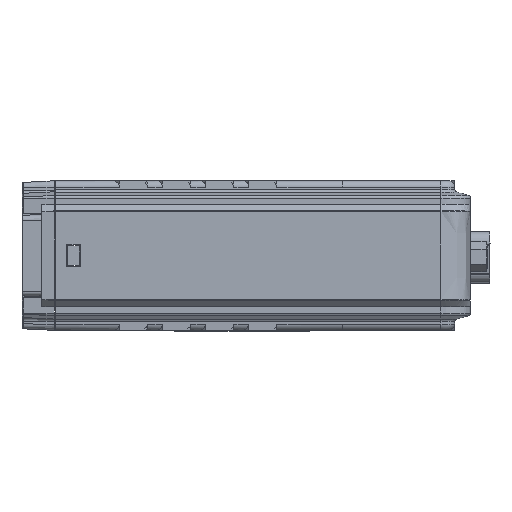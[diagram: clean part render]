
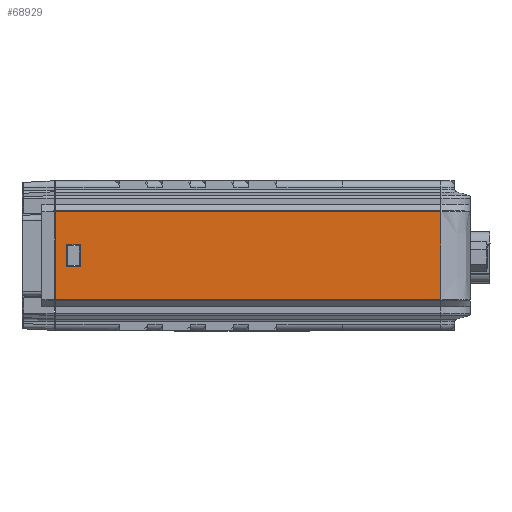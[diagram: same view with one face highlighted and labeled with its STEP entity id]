
A CAD part, left-side view. The second image highlights one B-rep face of the part: STEP entity #68929.
In plain terms, the highlighted planar face has unit normal (-1, 0, 0).
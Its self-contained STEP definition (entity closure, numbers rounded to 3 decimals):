
#570 = DIRECTION ( 'NONE',  ( 0., -1., 0. ) ) ;
#1398 = EDGE_CURVE ( 'NONE', #60098, #21905, #47589, .T. ) ;
#1805 = EDGE_CURVE ( 'NONE', #54148, #60098, #41543, .T. ) ;
#1826 = ORIENTED_EDGE ( 'NONE', *, *, #11995, .T. ) ;
#1830 = VECTOR ( 'NONE', #27902, 1000. ) ;
#2085 = DIRECTION ( 'NONE',  ( 1., 0., 0. ) ) ;
#3653 = EDGE_CURVE ( 'NONE', #22450, #24719, #33626, .T. ) ;
#5835 = B_SPLINE_CURVE_WITH_KNOTS ( 'NONE', 3,
 ( #39857, #13261, #56036, #8005 ),
 .UNSPECIFIED., .F., .F.,
 ( 4, 4 ),
 ( 0.139, 0.209 ),
 .UNSPECIFIED. ) ;
#6843 = DIRECTION ( 'NONE',  ( 0., 0., 1. ) ) ;
#7235 = ORIENTED_EDGE ( 'NONE', *, *, #38492, .F. ) ;
#7691 = FACE_BOUND ( 'NONE', #26071, .T. ) ;
#8005 = CARTESIAN_POINT ( 'NONE',  ( -54.5, -69.5, -7.919 ) ) ;
#8797 = CARTESIAN_POINT ( 'NONE',  ( -54.5, -4.46, -2. ) ) ;
#11995 = EDGE_CURVE ( 'NONE', #41455, #26877, #5835, .T. ) ;
#13001 = VECTOR ( 'NONE', #58174, 1000. ) ;
#13261 = CARTESIAN_POINT ( 'NONE',  ( -54.5, -23.167, -7.919 ) ) ;
#14589 = CARTESIAN_POINT ( 'NONE',  ( -54.5, -4.46, -2. ) ) ;
#14815 = EDGE_CURVE ( 'NONE', #62334, #54148, #45862, .T. ) ;
#19240 = EDGE_CURVE ( 'NONE', #21905, #62334, #38045, .T. ) ;
#19535 = FACE_OUTER_BOUND ( 'NONE', #54717, .T. ) ;
#21905 = VERTEX_POINT ( 'NONE', #49140 ) ;
#22450 = VERTEX_POINT ( 'NONE', #30020 ) ;
#24719 = VERTEX_POINT ( 'NONE', #65610 ) ;
#24958 = EDGE_CURVE ( 'NONE', #22450, #26877, #43618, .T. ) ;
#26071 = EDGE_LOOP ( 'NONE', ( #51967, #43400, #52094, #66143 ) ) ;
#26877 = VERTEX_POINT ( 'NONE', #66012 ) ;
#27902 = DIRECTION ( 'NONE',  ( 0., 0., -1. ) ) ;
#28096 = CARTESIAN_POINT ( 'NONE',  ( -54.5, 0., -7.919 ) ) ;
#29857 = CARTESIAN_POINT ( 'NONE',  ( -54.5, 0., 7.919 ) ) ;
#30020 = CARTESIAN_POINT ( 'NONE',  ( -54.5, -69.5, 7.919 ) ) ;
#31585 = VECTOR ( 'NONE', #570, 1000. ) ;
#31680 = ORIENTED_EDGE ( 'NONE', *, *, #24958, .F. ) ;
#33626 = B_SPLINE_CURVE_WITH_KNOTS ( 'NONE', 3,
 ( #45562, #35107, #57540, #29857 ),
 .UNSPECIFIED., .F., .F.,
 ( 4, 4 ),
 ( 0., 0.07 ),
 .UNSPECIFIED. ) ;
#35107 = CARTESIAN_POINT ( 'NONE',  ( -54.5, -46.333, 7.919 ) ) ;
#35535 = VECTOR ( 'NONE', #47493, 1000. ) ;
#36796 = CARTESIAN_POINT ( 'NONE',  ( -54.5, -1.96, -2. ) ) ;
#38045 = LINE ( 'NONE', #43257, #31585 ) ;
#38335 = LINE ( 'NONE', #44252, #64663 ) ;
#38492 = EDGE_CURVE ( 'NONE', #41455, #24719, #38335, .T. ) ;
#39857 = CARTESIAN_POINT ( 'NONE',  ( -54.5, 0., -7.919 ) ) ;
#40627 = DIRECTION ( 'NONE',  ( 0., 0., -1. ) ) ;
#40899 = DIRECTION ( 'NONE',  ( 0., 1., 0. ) ) ;
#41455 = VERTEX_POINT ( 'NONE', #28096 ) ;
#41543 = LINE ( 'NONE', #14589, #35535 ) ;
#43257 = CARTESIAN_POINT ( 'NONE',  ( -54.5, -4.46, 2. ) ) ;
#43400 = ORIENTED_EDGE ( 'NONE', *, *, #14815, .T. ) ;
#43618 = LINE ( 'NONE', #65087, #1830 ) ;
#44252 = CARTESIAN_POINT ( 'NONE',  ( -54.5, 0., 13.5 ) ) ;
#45562 = CARTESIAN_POINT ( 'NONE',  ( -54.5, -69.5, 7.919 ) ) ;
#45862 = LINE ( 'NONE', #8797, #52063 ) ;
#47493 = DIRECTION ( 'NONE',  ( 0., 1., 0. ) ) ;
#47589 = LINE ( 'NONE', #36796, #13001 ) ;
#49140 = CARTESIAN_POINT ( 'NONE',  ( -54.5, -1.96, 2. ) ) ;
#51758 = CARTESIAN_POINT ( 'NONE',  ( -54.5, -4.46, -2. ) ) ;
#51967 = ORIENTED_EDGE ( 'NONE', *, *, #19240, .T. ) ;
#52063 = VECTOR ( 'NONE', #40627, 1000. ) ;
#52094 = ORIENTED_EDGE ( 'NONE', *, *, #1805, .T. ) ;
#54148 = VERTEX_POINT ( 'NONE', #51758 ) ;
#54717 = EDGE_LOOP ( 'NONE', ( #7235, #1826, #31680, #62398 ) ) ;
#56036 = CARTESIAN_POINT ( 'NONE',  ( -54.5, -46.333, -7.919 ) ) ;
#57540 = CARTESIAN_POINT ( 'NONE',  ( -54.5, -23.167, 7.919 ) ) ;
#58174 = DIRECTION ( 'NONE',  ( 0., 0., 1. ) ) ;
#59468 = CARTESIAN_POINT ( 'NONE',  ( -54.5, -1.96, -2. ) ) ;
#60098 = VERTEX_POINT ( 'NONE', #59468 ) ;
#62334 = VERTEX_POINT ( 'NONE', #64285 ) ;
#62398 = ORIENTED_EDGE ( 'NONE', *, *, #3653, .T. ) ;
#64285 = CARTESIAN_POINT ( 'NONE',  ( -54.5, -4.46, 2. ) ) ;
#64663 = VECTOR ( 'NONE', #6843, 1000. ) ;
#65087 = CARTESIAN_POINT ( 'NONE',  ( -54.5, -69.5, 0. ) ) ;
#65610 = CARTESIAN_POINT ( 'NONE',  ( -54.5, 0., 7.919 ) ) ;
#65797 = AXIS2_PLACEMENT_3D ( 'NONE', #67629, #2085, #40899 ) ;
#66012 = CARTESIAN_POINT ( 'NONE',  ( -54.5, -69.5, -7.919 ) ) ;
#66143 = ORIENTED_EDGE ( 'NONE', *, *, #1398, .T. ) ;
#66583 = PLANE ( 'NONE',  #65797 ) ;
#67629 = CARTESIAN_POINT ( 'NONE',  ( -54.5, -69.5, -8. ) ) ;
#68929 = ADVANCED_FACE ( 'NONE', ( #19535, #7691 ), #66583, .F. ) ;
